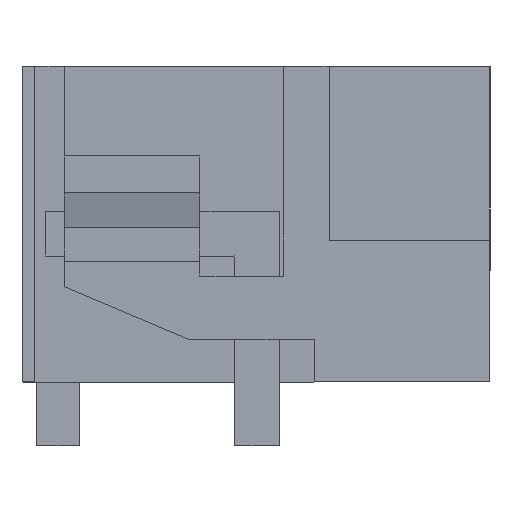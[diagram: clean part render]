
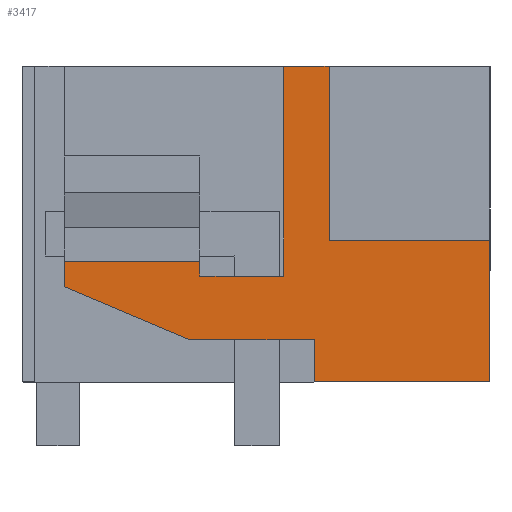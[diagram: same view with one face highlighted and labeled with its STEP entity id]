
A CAD part, left-side view. The second image highlights one B-rep face of the part: STEP entity #3417.
In plain terms, the highlighted planar face has unit normal (-1, 0, 0).
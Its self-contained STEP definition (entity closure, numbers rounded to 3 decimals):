
#3343=AXIS2_PLACEMENT_3D('Plane Axis2P3D',#3340,#3341,#3342) ;
#1513=CARTESIAN_POINT('Vertex',(0.,4.875,8.95)) ;
#1516=CARTESIAN_POINT('Line Origine',(0.,4.338,8.95)) ;
#1520=CARTESIAN_POINT('Vertex',(0.,3.8,8.95)) ;
#1965=CARTESIAN_POINT('Vertex',(0.,0.,1.5)) ;
#1968=CARTESIAN_POINT('Line Origine',(0.,2.075,1.5)) ;
#1972=CARTESIAN_POINT('Vertex',(0.,4.15,1.5)) ;
#3146=CARTESIAN_POINT('Vertex',(0.,10.05,3.75)) ;
#3149=CARTESIAN_POINT('Line Origine',(0.,10.05,4.05)) ;
#3153=CARTESIAN_POINT('Vertex',(0.,10.05,4.35)) ;
#3325=CARTESIAN_POINT('Vertex',(0.,4.875,4.)) ;
#3328=CARTESIAN_POINT('Line Origine',(0.,4.875,6.475)) ;
#3340=CARTESIAN_POINT('Axis2P3D Location',(0.,11.05,-1.7)) ;
#3345=CARTESIAN_POINT('Line Origine',(0.,5.863,4.)) ;
#3349=CARTESIAN_POINT('Vertex',(0.,6.85,4.)) ;
#3352=CARTESIAN_POINT('Line Origine',(0.,6.85,4.175)) ;
#3356=CARTESIAN_POINT('Vertex',(0.,6.85,4.35)) ;
#3359=CARTESIAN_POINT('Line Origine',(0.,8.45,4.35)) ;
#3364=CARTESIAN_POINT('Line Origine',(0.,8.571,3.123)) ;
#3368=CARTESIAN_POINT('Vertex',(0.,7.092,2.497)) ;
#3371=CARTESIAN_POINT('Line Origine',(0.,5.621,2.497)) ;
#3375=CARTESIAN_POINT('Vertex',(0.,4.15,2.497)) ;
#3378=CARTESIAN_POINT('Line Origine',(0.,4.15,1.998)) ;
#3383=CARTESIAN_POINT('Line Origine',(0.,0.,3.175)) ;
#3387=CARTESIAN_POINT('Vertex',(0.,0.,4.85)) ;
#3390=CARTESIAN_POINT('Line Origine',(0.,1.9,4.85)) ;
#3394=CARTESIAN_POINT('Vertex',(0.,3.8,4.85)) ;
#3397=CARTESIAN_POINT('Line Origine',(0.,3.8,6.9)) ;
#1517=DIRECTION('Vector Direction',(0.,-1.,0.)) ;
#1969=DIRECTION('Vector Direction',(0.,1.,0.)) ;
#3150=DIRECTION('Vector Direction',(0.,0.,-1.)) ;
#3329=DIRECTION('Vector Direction',(0.,0.,1.)) ;
#3341=DIRECTION('Axis2P3D Direction',(-1.,0.,0.)) ;
#3342=DIRECTION('Axis2P3D XDirection',(0.,-1.,0.)) ;
#3346=DIRECTION('Vector Direction',(0.,1.,0.)) ;
#3353=DIRECTION('Vector Direction',(0.,0.,1.)) ;
#3360=DIRECTION('Vector Direction',(0.,1.,0.)) ;
#3365=DIRECTION('Vector Direction',(0.,0.921,0.39)) ;
#3372=DIRECTION('Vector Direction',(0.,-1.,0.)) ;
#3379=DIRECTION('Vector Direction',(0.,0.,-1.)) ;
#3384=DIRECTION('Vector Direction',(0.,0.,-1.)) ;
#3391=DIRECTION('Vector Direction',(0.,1.,0.)) ;
#3398=DIRECTION('Vector Direction',(0.,0.,-1.)) ;
#1518=VECTOR('Line Direction',#1517,1.) ;
#1970=VECTOR('Line Direction',#1969,1.) ;
#3151=VECTOR('Line Direction',#3150,1.) ;
#3330=VECTOR('Line Direction',#3329,1.) ;
#3347=VECTOR('Line Direction',#3346,1.) ;
#3354=VECTOR('Line Direction',#3353,1.) ;
#3361=VECTOR('Line Direction',#3360,1.) ;
#3366=VECTOR('Line Direction',#3365,1.) ;
#3373=VECTOR('Line Direction',#3372,1.) ;
#3380=VECTOR('Line Direction',#3379,1.) ;
#3385=VECTOR('Line Direction',#3384,1.) ;
#3392=VECTOR('Line Direction',#3391,1.) ;
#3399=VECTOR('Line Direction',#3398,1.) ;
#3403=ORIENTED_EDGE('',*,*,#1522,.T.) ;
#3404=ORIENTED_EDGE('',*,*,#3332,.T.) ;
#3405=ORIENTED_EDGE('',*,*,#3351,.T.) ;
#3406=ORIENTED_EDGE('',*,*,#3358,.T.) ;
#3407=ORIENTED_EDGE('',*,*,#3363,.T.) ;
#3408=ORIENTED_EDGE('',*,*,#3155,.T.) ;
#3409=ORIENTED_EDGE('',*,*,#3370,.T.) ;
#3410=ORIENTED_EDGE('',*,*,#3377,.T.) ;
#3411=ORIENTED_EDGE('',*,*,#3382,.T.) ;
#3412=ORIENTED_EDGE('',*,*,#1974,.T.) ;
#3413=ORIENTED_EDGE('',*,*,#3389,.T.) ;
#3414=ORIENTED_EDGE('',*,*,#3396,.F.) ;
#3415=ORIENTED_EDGE('',*,*,#3401,.F.) ;
#3417=ADVANCED_FACE('HOUSING',(#3416),#3344,.T.) ;
#1522=EDGE_CURVE('',#1521,#1514,#1519,.F.) ;
#1974=EDGE_CURVE('',#1973,#1966,#1971,.F.) ;
#3155=EDGE_CURVE('',#3154,#3147,#3152,.T.) ;
#3332=EDGE_CURVE('',#1514,#3326,#3331,.F.) ;
#3351=EDGE_CURVE('',#3326,#3350,#3348,.T.) ;
#3358=EDGE_CURVE('',#3350,#3357,#3355,.T.) ;
#3363=EDGE_CURVE('',#3357,#3154,#3362,.T.) ;
#3370=EDGE_CURVE('',#3147,#3369,#3367,.F.) ;
#3377=EDGE_CURVE('',#3369,#3376,#3374,.T.) ;
#3382=EDGE_CURVE('',#3376,#1973,#3381,.T.) ;
#3389=EDGE_CURVE('',#1966,#3388,#3386,.F.) ;
#3396=EDGE_CURVE('',#3395,#3388,#3393,.F.) ;
#3401=EDGE_CURVE('',#1521,#3395,#3400,.T.) ;
#3402=EDGE_LOOP('',(#3403,#3404,#3405,#3406,#3407,#3408,#3409,#3410,#3411,#3412,#3413,#3414,#3415)) ;
#3416=FACE_OUTER_BOUND('',#3402,.T.) ;
#1519=LINE('Line',#1516,#1518) ;
#1971=LINE('Line',#1968,#1970) ;
#3152=LINE('Line',#3149,#3151) ;
#3331=LINE('Line',#3328,#3330) ;
#3348=LINE('Line',#3345,#3347) ;
#3355=LINE('Line',#3352,#3354) ;
#3362=LINE('Line',#3359,#3361) ;
#3367=LINE('Line',#3364,#3366) ;
#3374=LINE('Line',#3371,#3373) ;
#3381=LINE('Line',#3378,#3380) ;
#3386=LINE('Line',#3383,#3385) ;
#3393=LINE('Line',#3390,#3392) ;
#3400=LINE('Line',#3397,#3399) ;
#3344=PLANE('',#3343) ;
#1514=VERTEX_POINT('',#1513) ;
#1521=VERTEX_POINT('',#1520) ;
#1966=VERTEX_POINT('',#1965) ;
#1973=VERTEX_POINT('',#1972) ;
#3147=VERTEX_POINT('',#3146) ;
#3154=VERTEX_POINT('',#3153) ;
#3326=VERTEX_POINT('',#3325) ;
#3350=VERTEX_POINT('',#3349) ;
#3357=VERTEX_POINT('',#3356) ;
#3369=VERTEX_POINT('',#3368) ;
#3376=VERTEX_POINT('',#3375) ;
#3388=VERTEX_POINT('',#3387) ;
#3395=VERTEX_POINT('',#3394) ;
